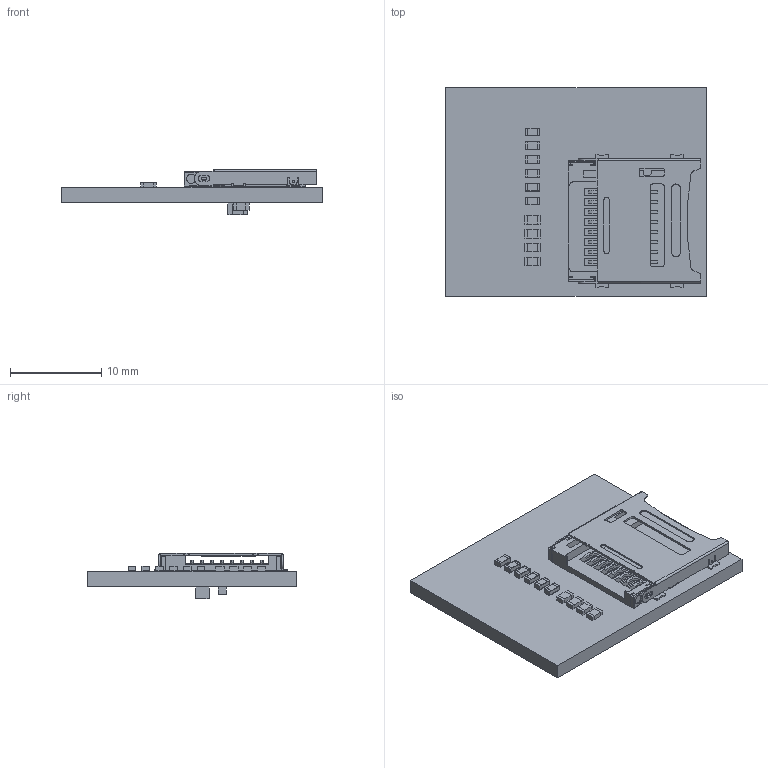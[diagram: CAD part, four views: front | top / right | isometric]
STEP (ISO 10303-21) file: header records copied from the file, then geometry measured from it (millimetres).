
FILE_DESCRIPTION(('Open CASCADE Model'),'2;1');
FILE_NAME('Open CASCADE Shape Model','2018-04-23T21:12:12',('Author'),( 'Open CASCADE'),'Open CASCADE STEP processor 6.5','Open CASCADE 6.5' ,'Unknown');
FILE_SCHEMA(('AUTOMOTIVE_DESIGN { 1 0 10303 214 1 1 1 1 }'));
Length unit declared in the file: millimetre
Products named in the file (31): PCB; Board; C2; 1310466768; Extruded; 1310471888; C1; 1175837712; 1175837456; J2; 472192001; SOLID; COMPOUND; R1; BOUR-CR0603-FX-7502ELF; R2; R3; R4; R5; R6; R7; 1189094528; 1189094656; R8; R9; R10
Assembly tree (47 placements, depth 4):
  PCB
    Board
    C2
      1310466768
        Extruded
      1310471888  x2
        Extruded
    C1
      1175837712  x2
        Extruded
      1175837456
        Extruded
    J2
      472192001
        SOLID
        COMPOUND
    R1
      BOUR-CR0603-FX-7502ELF
    R2
      BOUR-CR0603-FX-7502ELF
    R3
      BOUR-CR0603-FX-7502ELF
    R4
      BOUR-CR0603-FX-7502ELF
    R5
      BOUR-CR0603-FX-7502ELF
    R6
      BOUR-CR0603-FX-7502ELF
    R7
      1189094528
        Extruded
      1189094656  x2
        Extruded
    R8
      1189094528
        Extruded
      1189094656  x2
        Extruded
    R9
      1189094528
        Extruded
      1189094656  x2
        Extruded
    R10
      1189094528
        Extruded
      1189094656  x2
        Extruded
Bounding box: 28.57 x 22.86 x 4.97 mm (x, y, z)
Volume: 1218.6 mm3; surface area: 2383.5 mm2
Topology: 50 solids, 50 shells, 892 faces, 2403 edges, 1670 vertices
Faces by surface type: plane 759, cylinder 133
Entity records: 44902 total; most frequent: CARTESIAN_POINT 8742, DIRECTION 6378, LINE 4333, VECTOR 4333, ORIENTED_EDGE 3566, PCURVE 3566, DEFINITIONAL_REPRESENTATION 3566, EDGE_CURVE 1783
